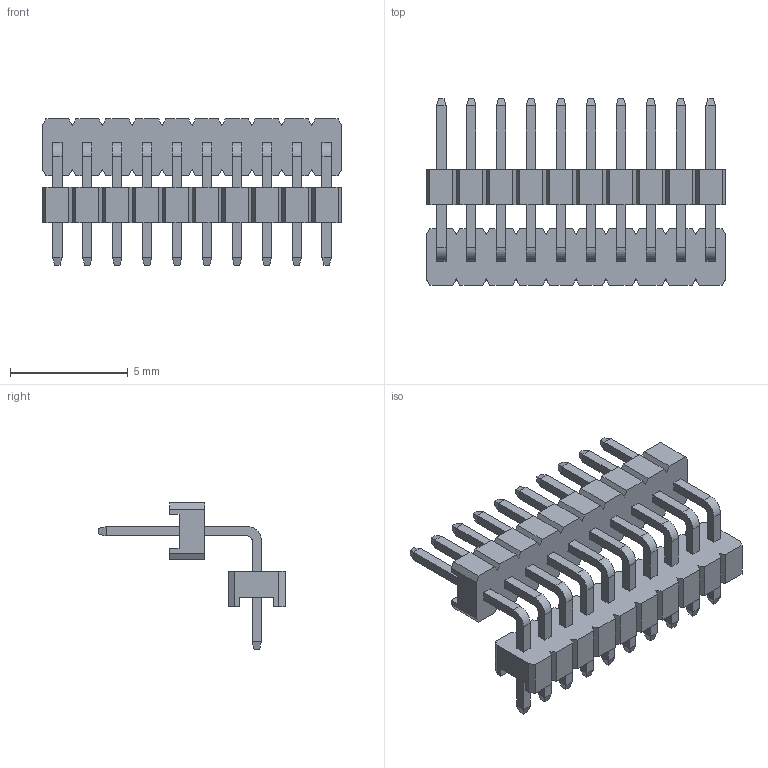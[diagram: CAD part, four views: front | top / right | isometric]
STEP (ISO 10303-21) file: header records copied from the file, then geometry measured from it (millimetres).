
FILE_DESCRIPTION( ('This file contains a STEP AP42 implementation' ,'as created by ZW3D STEP Interface translator.') ,'2;1' );
FILE_NAME( '1315-21XXXXR115XXXX(笢潔俔)(毀砃).stp' ,'23 316.112147', (''), ('ZWCAD Software Co.'), 'Version 1.0', 'ZW3D to STEP translator', '' );
FILE_SCHEMA(('AUTOMOTIVE_DESIGN { 1 0 10303 214 1 1 1 1 }'));
Length unit declared in the file: millimetre
Products named in the file (3): 0; 1315-2110XXR115XXXX(笢潔俔)(毀砃); 1315-21XXXXRXXXXX_ASM_1_ASM
Assembly tree (1 placements, depth 2):
  0
  1315-2110XXR115XXXX(笢潔俔)(毀砃)
    1315-21XXXXRXXXXX_ASM_1_ASM
Bounding box: 12.7 x 7.9 x 6.2 mm (x, y, z)
Volume: 88.5 mm3; surface area: 452.8 mm2
Topology: 12 solids, 12 shells, 476 faces, 1196 edges, 744 vertices
Faces by surface type: plane 456, cylinder 20
Entity records: 14359 total; most frequent: CARTESIAN_POINT 2420, ORIENTED_EDGE 2392, DIRECTION 2196, EDGE_CURVE 1196, VECTOR 1156, LINE 1156, VERTEX_POINT 744, AXIS2_PLACEMENT_3D 520
